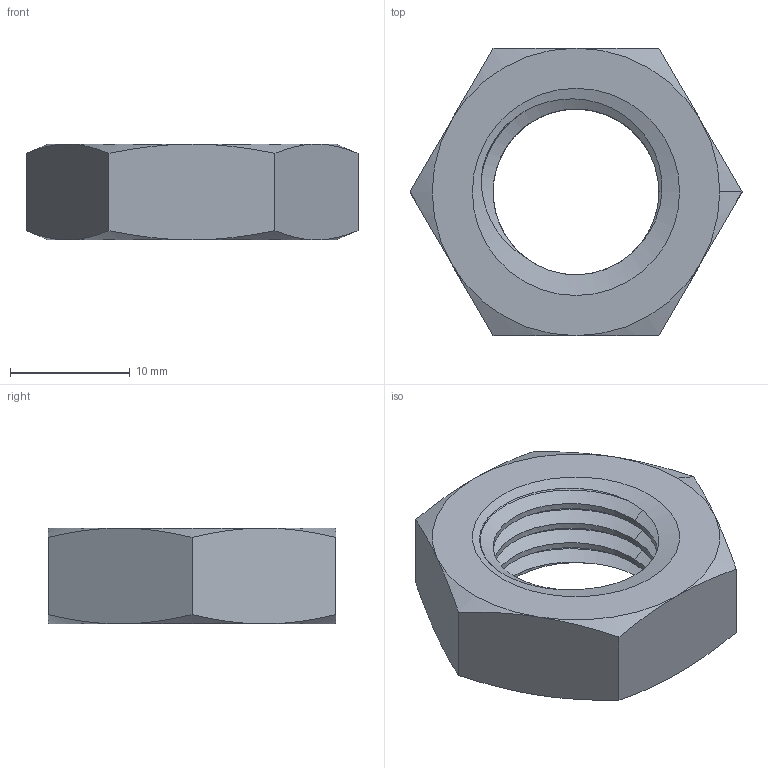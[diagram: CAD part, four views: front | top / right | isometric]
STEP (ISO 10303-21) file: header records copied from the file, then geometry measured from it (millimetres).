
FILE_DESCRIPTION(('FreeCAD Model'),'2;1');
FILE_NAME('Open CASCADE Shape Model','2026-01-01T20:40:38',(''),(''), 'Open CASCADE STEP processor 7.8','FreeCAD','Unknown');
FILE_SCHEMA(('AUTOMOTIVE_DESIGN { 1 0 10303 214 1 1 1 1 }'));
Length unit declared in the file: millimetre
Products named in the file (1): M16-Nut
Bounding box: 27.71 x 24 x 8 mm (x, y, z)
Volume: 2566.9 mm3; surface area: 1853.5 mm2
Topology: 1 solids, 1 shells, 43 faces, 93 edges, 52 vertices
Faces by surface type: cone 16, bspline 15, plane 8, cylinder 4
Full cylindrical faces by diameter (mm): 13.835 x2
Entity records: 2603 total; most frequent: CARTESIAN_POINT 1752, ORIENTED_EDGE 186, DIRECTION 155, EDGE_CURVE 93, AXIS2_PLACEMENT_3D 71, VERTEX_POINT 52, FACE_BOUND 45, EDGE_LOOP 45
